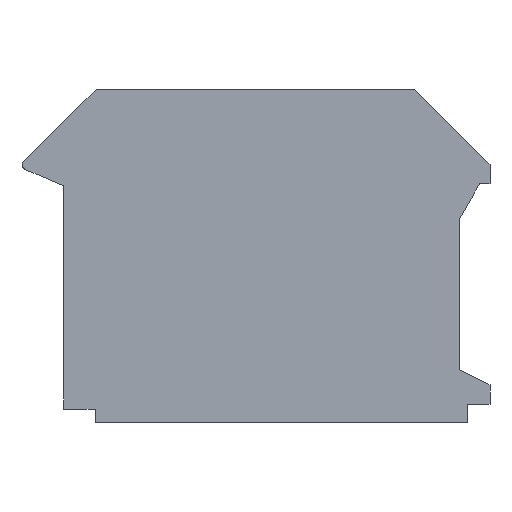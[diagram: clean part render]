
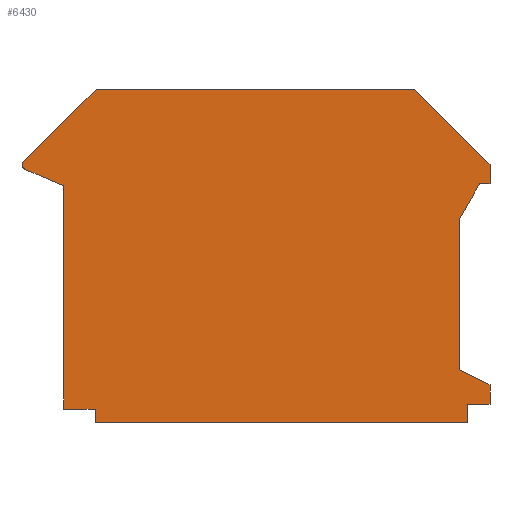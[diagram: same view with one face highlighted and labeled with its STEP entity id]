
A CAD part, left-side view. The second image highlights one B-rep face of the part: STEP entity #6430.
In plain terms, the highlighted face is planar.
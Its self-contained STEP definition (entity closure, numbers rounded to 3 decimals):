
#1620=CARTESIAN_POINT('',(-385.685,243.595,2.));
#1630=VERTEX_POINT('',#1620);
#1660=CARTESIAN_POINT('',(-20.605,88.436,2.));
#1670=DIRECTION('',(-0.92,0.391,0.));
#1680=VECTOR('',#1670,1.);
#1690=LINE('',#1660,#1680);
#1700=CARTESIAN_POINT('',(-381.524,241.826,2.));
#1710=VERTEX_POINT('',#1700);
#1720=EDGE_CURVE('',#1710,#1630,#1690,.T.);
#2000=CARTESIAN_POINT('',(-381.524,217.826,2.));
#2010=VERTEX_POINT('',#2000);
#2040=CARTESIAN_POINT('',(-20.605,217.826,2.));
#2050=DIRECTION('',(-1.,0.,0.));
#2060=VECTOR('',#2050,1.);
#2070=LINE('',#2040,#2060);
#2080=CARTESIAN_POINT('',(-378.124,217.826,2.));
#2090=VERTEX_POINT('',#2080);
#2100=EDGE_CURVE('',#2090,#2010,#2070,.T.);
#2360=CARTESIAN_POINT('',(-378.124,0.,2.));
#2370=DIRECTION('',(0.,1.,0.));
#2380=VECTOR('',#2370,1.);
#2390=LINE('',#2360,#2380);
#2400=CARTESIAN_POINT('',(-378.124,216.326,2.));
#2410=VERTEX_POINT('',#2400);
#2420=EDGE_CURVE('',#2410,#2090,#2390,.T.);
#2690=CARTESIAN_POINT('',(-335.674,220.426,2.));
#2700=VERTEX_POINT('',#2690);
#2730=CARTESIAN_POINT('',(-20.605,65.315,2.));
#2740=DIRECTION('',(0.897,-0.442,0.));
#2750=VECTOR('',#2740,1.);
#2760=LINE('',#2730,#2750);
#2770=CARTESIAN_POINT('',(-338.924,222.026,2.));
#2780=VERTEX_POINT('',#2770);
#2790=EDGE_CURVE('',#2780,#2700,#2760,.T.);
#3040=CARTESIAN_POINT('',(-338.924,0.,2.));
#3050=DIRECTION('',(0.,-1.,0.));
#3060=VECTOR('',#3050,1.);
#3070=LINE('',#3040,#3060);
#3080=CARTESIAN_POINT('',(-338.924,238.326,2.));
#3090=VERTEX_POINT('',#3080);
#3100=EDGE_CURVE('',#3090,#2780,#3070,.T.);
#3350=CARTESIAN_POINT('',(-476.522,0.,2.));
#3360=DIRECTION('',(-0.5,-0.866,0.));
#3370=VECTOR('',#3360,1.);
#3380=LINE('',#3350,#3370);
#3390=CARTESIAN_POINT('',(-336.788,242.026,2.));
#3400=VERTEX_POINT('',#3390);
#3410=EDGE_CURVE('',#3400,#3090,#3380,.T.);
#3670=CARTESIAN_POINT('',(-20.605,242.026,2.));
#3680=DIRECTION('',(-1.,0.,0.));
#3690=VECTOR('',#3680,1.);
#3700=LINE('',#3670,#3690);
#3710=CARTESIAN_POINT('',(-335.674,242.026,2.));
#3720=VERTEX_POINT('',#3710);
#3730=EDGE_CURVE('',#3720,#3400,#3700,.T.);
#4000=CARTESIAN_POINT('',(-335.674,244.076,2.));
#4010=VERTEX_POINT('',#4000);
#4040=CARTESIAN_POINT('',(-20.605,-70.993,2.));
#4050=DIRECTION('',(0.707,-0.707,0.));
#4060=VECTOR('',#4050,1.);
#4070=LINE('',#4040,#4060);
#4080=CARTESIAN_POINT('',(-343.824,252.226,2.));
#4090=VERTEX_POINT('',#4080);
#4100=EDGE_CURVE('',#4090,#4010,#4070,.T.);
#4340=CARTESIAN_POINT('',(-385.489,244.055,2.));
#4350=DIRECTION('',(0.,0.,-1.));
#4360=DIRECTION('',(0.,-1.,0.));
#4370=AXIS2_PLACEMENT_3D('',#4340,#4350,#4360);
#4380=CIRCLE('',#4370,0.5);
#4390=CARTESIAN_POINT('',(-385.843,244.408,2.));
#4400=VERTEX_POINT('',#4390);
#4410=EDGE_CURVE('',#1630,#4400,#4380,.T.);
#4670=CARTESIAN_POINT('',(-20.605,216.326,2.));
#4680=DIRECTION('',(-1.,0.,0.));
#4690=VECTOR('',#4680,1.);
#4700=LINE('',#4670,#4690);
#4710=CARTESIAN_POINT('',(-338.124,216.326,2.));
#4720=VERTEX_POINT('',#4710);
#4730=EDGE_CURVE('',#4720,#2410,#4700,.T.);
#5010=CARTESIAN_POINT('',(-335.674,218.326,2.));
#5020=VERTEX_POINT('',#5010);
#5050=CARTESIAN_POINT('',(-335.674,0.,2.));
#5060=DIRECTION('',(0.,-1.,0.));
#5070=VECTOR('',#5060,1.);
#5080=LINE('',#5050,#5070);
#5090=EDGE_CURVE('',#2700,#5020,#5080,.T.);
#5290=CARTESIAN_POINT('',(-335.674,0.,2.));
#5300=DIRECTION('',(0.,-1.,0.));
#5310=VECTOR('',#5300,1.);
#5320=LINE('',#5290,#5310);
#5330=EDGE_CURVE('',#4010,#3720,#5320,.T.);
#5560=CARTESIAN_POINT('',(-378.024,252.226,2.));
#5570=VERTEX_POINT('',#5560);
#5600=CARTESIAN_POINT('',(-630.251,0.,2.));
#5610=DIRECTION('',(-0.707,-0.707,0.));
#5620=VECTOR('',#5610,1.);
#5630=LINE('',#5600,#5620);
#5640=EDGE_CURVE('',#5570,#4400,#5630,.T.);
#5850=CARTESIAN_POINT('',(-381.524,0.,2.));
#5860=DIRECTION('',(0.,1.,0.));
#5870=VECTOR('',#5860,1.);
#5880=LINE('',#5850,#5870);
#5890=EDGE_CURVE('',#2010,#1710,#5880,.T.);
#6020=CARTESIAN_POINT('',(0.,0.,2.));
#6030=DIRECTION('',(0.,0.,1.));
#6040=DIRECTION('',(1.,0.,0.));
#6050=AXIS2_PLACEMENT_3D('',#6020,#6030,#6040);
#6060=PLANE('',#6050);
#6070=ORIENTED_EDGE('',*,*,#5890,.F.);
#6080=ORIENTED_EDGE('',*,*,#1720,.F.);
#6090=ORIENTED_EDGE('',*,*,#4410,.F.);
#6100=ORIENTED_EDGE('',*,*,#5640,.T.);
#6110=CARTESIAN_POINT('',(-20.605,252.226,2.));
#6120=DIRECTION('',(1.,0.,0.));
#6130=VECTOR('',#6120,1.);
#6140=LINE('',#6110,#6130);
#6150=EDGE_CURVE('',#5570,#4090,#6140,.T.);
#6160=ORIENTED_EDGE('',*,*,#6150,.F.);
#6170=ORIENTED_EDGE('',*,*,#4100,.F.);
#6180=ORIENTED_EDGE('',*,*,#5330,.F.);
#6190=ORIENTED_EDGE('',*,*,#3730,.F.);
#6200=ORIENTED_EDGE('',*,*,#3410,.F.);
#6210=ORIENTED_EDGE('',*,*,#3100,.F.);
#6220=ORIENTED_EDGE('',*,*,#2790,.F.);
#6230=ORIENTED_EDGE('',*,*,#5090,.F.);
#6240=CARTESIAN_POINT('',(-20.605,218.326,2.));
#6250=DIRECTION('',(-1.,0.,0.));
#6260=VECTOR('',#6250,1.);
#6270=LINE('',#6240,#6260);
#6280=CARTESIAN_POINT('',(-338.124,218.326,2.));
#6290=VERTEX_POINT('',#6280);
#6300=EDGE_CURVE('',#5020,#6290,#6270,.T.);
#6310=ORIENTED_EDGE('',*,*,#6300,.F.);
#6320=CARTESIAN_POINT('',(-338.124,0.,2.));
#6330=DIRECTION('',(0.,-1.,0.));
#6340=VECTOR('',#6330,1.);
#6350=LINE('',#6320,#6340);
#6360=EDGE_CURVE('',#6290,#4720,#6350,.T.);
#6370=ORIENTED_EDGE('',*,*,#6360,.F.);
#6380=ORIENTED_EDGE('',*,*,#4730,.F.);
#6390=ORIENTED_EDGE('',*,*,#2420,.F.);
#6400=ORIENTED_EDGE('',*,*,#2100,.F.);
#6410=EDGE_LOOP('',(#6400,#6390,#6380,#6370,#6310,#6230,#6220,#6210,
#6200,#6190,#6180,#6170,#6160,#6100,#6090,#6080,#6070));
#6420=FACE_OUTER_BOUND('',#6410,.T.);
#6430=ADVANCED_FACE('',(#6420),#6060,.T.);
